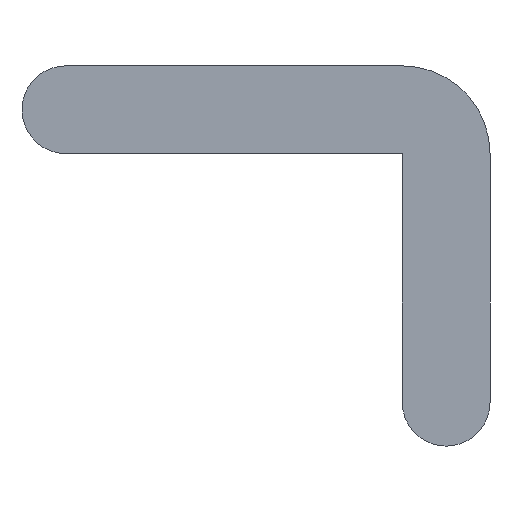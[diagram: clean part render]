
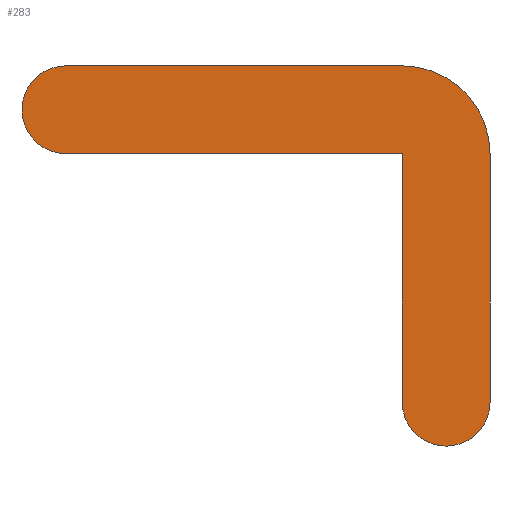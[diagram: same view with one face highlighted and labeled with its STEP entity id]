
A CAD part, front view. The second image highlights one B-rep face of the part: STEP entity #283.
In plain terms, the highlighted planar face has unit normal (0, -1, 0).
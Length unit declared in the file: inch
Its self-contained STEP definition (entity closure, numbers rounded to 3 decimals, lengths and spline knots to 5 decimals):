
#42=CARTESIAN_POINT('',(-1.4375,-0.53125,0.53125));
#43=VERTEX_POINT('',#42);
#50=CARTESIAN_POINT('',(-1.4375,-0.53125,0.90625));
#51=VERTEX_POINT('',#50);
#52=CARTESIAN_POINT('',(-1.4375,-0.53125,0.71875));
#53=DIRECTION('',(-0.0,-1.0,0.0));
#54=DIRECTION('',(0.0,0.0,1.0));
#55=AXIS2_PLACEMENT_3D('',#52,#53,#54);
#56=CIRCLE('',#55,0.1875);
#57=EDGE_CURVE('',#51,#43,#56,.T.);
#81=CARTESIAN_POINT('',(0.0,-0.53125,0.53125));
#82=VERTEX_POINT('',#81);
#89=CARTESIAN_POINT('',(0.0,-0.53125,0.53125));
#90=DIRECTION('',(-1.0,0.0,0.0));
#91=VECTOR('',#90,1.0);
#92=LINE('',#89,#91);
#93=EDGE_CURVE('',#82,#43,#92,.T.);
#112=CARTESIAN_POINT('',(-0.0,-0.53125,-0.53125));
#113=VERTEX_POINT('',#112);
#120=CARTESIAN_POINT('',(-0.0,-0.53125,-0.53125));
#121=DIRECTION('',(0.0,0.0,1.0));
#122=VECTOR('',#121,1.0);
#123=LINE('',#120,#122);
#124=EDGE_CURVE('',#113,#82,#123,.T.);
#144=CARTESIAN_POINT('',(0.375,-0.53125,-0.53125));
#145=VERTEX_POINT('',#144);
#152=CARTESIAN_POINT('',(0.1875,-0.53125,-0.53125));
#153=DIRECTION('',(-0.0,-1.0,0.0));
#154=DIRECTION('',(0.0,0.0,1.0));
#155=AXIS2_PLACEMENT_3D('',#152,#153,#154);
#156=CIRCLE('',#155,0.1875);
#157=EDGE_CURVE('',#113,#145,#156,.T.);
#176=CARTESIAN_POINT('',(0.375,-0.53125,0.53125));
#177=VERTEX_POINT('',#176);
#184=CARTESIAN_POINT('',(0.375,-0.53125,-0.53125));
#185=DIRECTION('',(0.0,0.0,1.0));
#186=VECTOR('',#185,1.0);
#187=LINE('',#184,#186);
#188=EDGE_CURVE('',#145,#177,#187,.T.);
#208=CARTESIAN_POINT('',(0.0,-0.53125,0.90625));
#209=VERTEX_POINT('',#208);
#216=CARTESIAN_POINT('',(0.0,-0.53125,0.53125));
#217=DIRECTION('',(-0.0,-1.0,0.0));
#218=DIRECTION('',(0.0,0.0,1.0));
#219=AXIS2_PLACEMENT_3D('',#216,#217,#218);
#220=CIRCLE('',#219,0.375);
#221=EDGE_CURVE('',#177,#209,#220,.T.);
#239=CARTESIAN_POINT('',(0.0,-0.53125,0.90625));
#240=DIRECTION('',(-1.0,0.0,0.0));
#241=VECTOR('',#240,1.0);
#242=LINE('',#239,#241);
#243=EDGE_CURVE('',#209,#51,#242,.T.);
#269=ORIENTED_EDGE('',*,*,#243,.T.);
#270=ORIENTED_EDGE('',*,*,#57,.T.);
#271=ORIENTED_EDGE('',*,*,#93,.F.);
#272=ORIENTED_EDGE('',*,*,#124,.F.);
#273=ORIENTED_EDGE('',*,*,#157,.T.);
#274=ORIENTED_EDGE('',*,*,#188,.T.);
#275=ORIENTED_EDGE('',*,*,#221,.T.);
#276=EDGE_LOOP('',(#269,#270,#271,#272,#273,#274,#275));
#277=FACE_OUTER_BOUND('',#276,.T.);
#278=CARTESIAN_POINT('',(-0.44897,-0.53125,0.90625));
#279=DIRECTION('',(0.0,-1.0,0.0));
#280=DIRECTION('',(1.0,0.0,0.0));
#281=AXIS2_PLACEMENT_3D('',#278,#279,#280);
#282=PLANE('',#281);
#283=ADVANCED_FACE('',(#277),#282,.T.);
